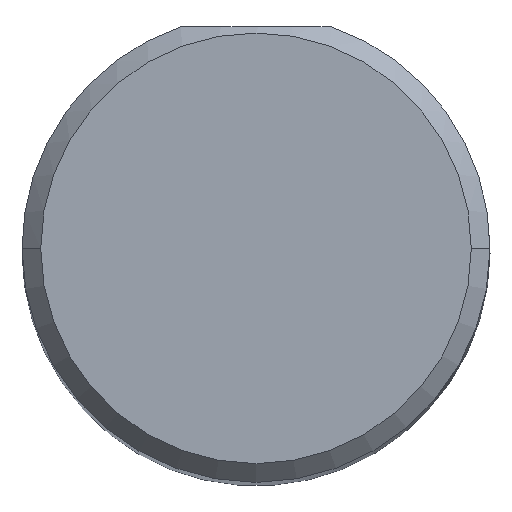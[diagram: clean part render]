
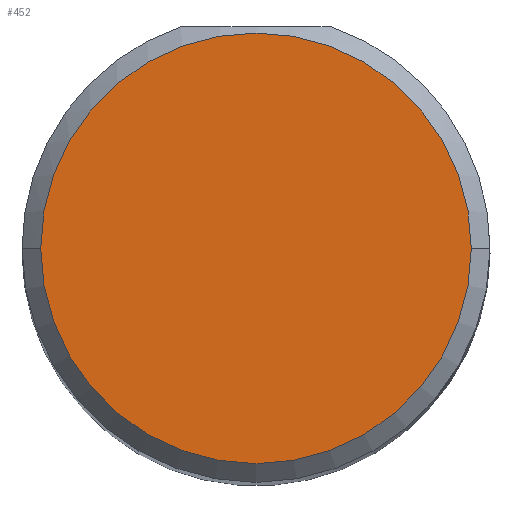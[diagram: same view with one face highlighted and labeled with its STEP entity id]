
A CAD part, top view. The second image highlights one B-rep face of the part: STEP entity #452.
In plain terms, the highlighted planar face has unit normal (0, 0, 1).
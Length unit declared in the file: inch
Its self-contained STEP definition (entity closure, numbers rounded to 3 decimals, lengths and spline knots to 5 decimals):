
#26 = VERTEX_POINT ( 'NONE', #166 ) ;
#41 = AXIS2_PLACEMENT_3D ( 'NONE', #124, #426, #295 ) ;
#115 = EDGE_CURVE ( 'NONE', #26, #250, #502, .T. ) ;
#121 = AXIS2_PLACEMENT_3D ( 'NONE', #165, #133, #521 ) ;
#124 = CARTESIAN_POINT ( 'NONE',  ( 0., 0., 2.5 ) ) ;
#133 = DIRECTION ( 'NONE',  ( 0., 0., 1. ) ) ;
#156 = CARTESIAN_POINT ( 'NONE',  ( 0.1725, 0., 2.5 ) ) ;
#165 = CARTESIAN_POINT ( 'NONE',  ( 0., 0., 2.5 ) ) ;
#166 = CARTESIAN_POINT ( 'NONE',  ( -0.1725, 0., 2.5 ) ) ;
#173 = ORIENTED_EDGE ( 'NONE', *, *, #450, .T. ) ;
#210 = PLANE ( 'NONE',  #121 ) ;
#250 = VERTEX_POINT ( 'NONE', #156 ) ;
#295 = DIRECTION ( 'NONE',  ( 1., 0., 0. ) ) ;
#302 = EDGE_LOOP ( 'NONE', ( #393, #173 ) ) ;
#330 = AXIS2_PLACEMENT_3D ( 'NONE', #532, #401, #364 ) ;
#364 = DIRECTION ( 'NONE',  ( 1., 0., 0. ) ) ;
#393 = ORIENTED_EDGE ( 'NONE', *, *, #115, .T. ) ;
#401 = DIRECTION ( 'NONE',  ( 0., 0., 1. ) ) ;
#426 = DIRECTION ( 'NONE',  ( 0., 0., 1. ) ) ;
#429 = CIRCLE ( 'NONE', #41, 0.1725 ) ;
#450 = EDGE_CURVE ( 'NONE', #250, #26, #429, .T. ) ;
#452 = ADVANCED_FACE ( 'NONE', ( #474 ), #210, .T. ) ;
#474 = FACE_OUTER_BOUND ( 'NONE', #302, .T. ) ;
#502 = CIRCLE ( 'NONE', #330, 0.1725 ) ;
#521 = DIRECTION ( 'NONE',  ( 1., 0., 0. ) ) ;
#532 = CARTESIAN_POINT ( 'NONE',  ( 0., 0., 2.5 ) ) ;
